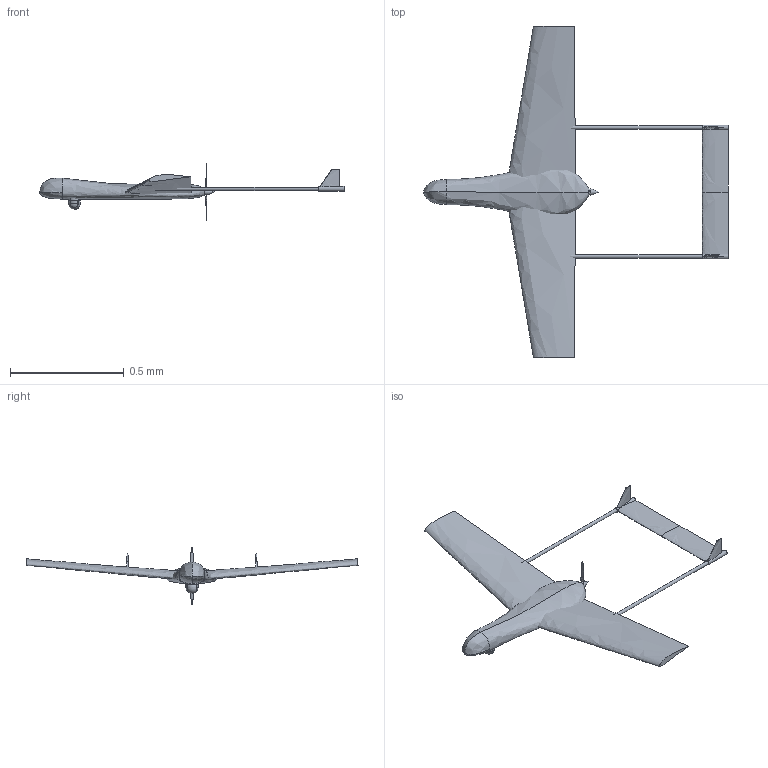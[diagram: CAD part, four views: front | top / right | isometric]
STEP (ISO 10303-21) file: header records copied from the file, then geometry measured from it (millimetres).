
FILE_DESCRIPTION(('Open CASCADE Model'),'2;1');
FILE_NAME('Open CASCADE Shape Model','2018-06-13T22:03:14',('Author'),( 'Open CASCADE'),'ParaPy 1.2.6 - Open CASCADE STEP processor 7.1', 'ParaPy 1.2.6 - Open CASCADE 7.1','Unknown');
FILE_SCHEMA(('AUTOMOTIVE_DESIGN { 1 0 10303 214 1 1 1 1 }'));
Length unit declared in the file: metre
Products named in the file (14): Tail_Booms; SOLID; Fuselage; SHELL; SPI_M2D; external_shape; 10x7SF; Propeller_Hub; Left_Wing; Right_Wing
Assembly tree (6 placements, depth 2):
  Tail_Booms
    SOLID
    SOLID
  Fuselage
    SHELL
    SHELL
  SPI_M2D
    SOLID
  external_shape
    SOLID
  10x7SF
Bounding box: 1.34 x 1.46 x 0.25 mm (x, y, z)
Volume: 0 mm3; surface area: 1.3 mm2
Topology: 7 solids, 10 shells, 53 faces, 100 edges, 59 vertices
Faces by surface type: plane 25, bspline 14, cylinder 10, sphere 3, revolution 1
Full cylindrical faces by diameter (mm): 0.015 x2, 0.02 x2, 0.053 x1
Entity records: 8881 total; most frequent: CARTESIAN_POINT 6884, DIRECTION 304, ORIENTED_EDGE 174, PCURVE 174, DEFINITIONAL_REPRESENTATION 174, LINE 135, VECTOR 135, EDGE_CURVE 92
